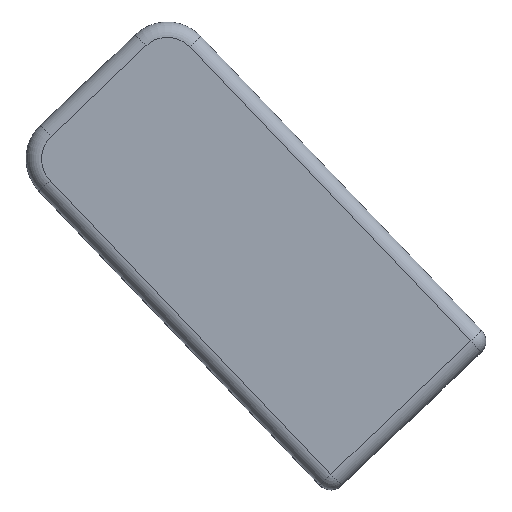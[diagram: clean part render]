
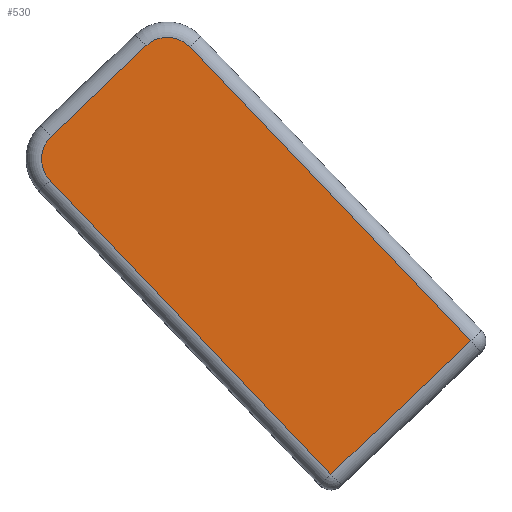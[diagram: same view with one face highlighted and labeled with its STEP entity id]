
A CAD part, top view. The second image highlights one B-rep face of the part: STEP entity #530.
In plain terms, the highlighted planar face has unit normal (0, 0, 1).
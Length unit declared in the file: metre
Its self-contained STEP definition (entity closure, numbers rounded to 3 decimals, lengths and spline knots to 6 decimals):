
#26=PLANE('',#596);
#68=LINE('',#916,#109);
#69=LINE('',#919,#110);
#70=LINE('',#923,#111);
#71=LINE('',#927,#112);
#109=VECTOR('',#737,1.);
#110=VECTOR('',#738,1.);
#111=VECTOR('',#741,1.);
#112=VECTOR('',#744,1.);
#204=ORIENTED_EDGE('',*,*,#314,.T.);
#205=ORIENTED_EDGE('',*,*,#315,.T.);
#206=ORIENTED_EDGE('',*,*,#316,.T.);
#207=ORIENTED_EDGE('',*,*,#317,.T.);
#208=ORIENTED_EDGE('',*,*,#318,.T.);
#209=ORIENTED_EDGE('',*,*,#319,.T.);
#314=EDGE_CURVE('',#371,#372,#68,.T.);
#315=EDGE_CURVE('',#372,#373,#69,.F.);
#316=EDGE_CURVE('',#373,#374,#399,.T.);
#317=EDGE_CURVE('',#374,#375,#70,.F.);
#318=EDGE_CURVE('',#375,#376,#400,.T.);
#319=EDGE_CURVE('',#376,#371,#71,.T.);
#371=VERTEX_POINT('',#917);
#372=VERTEX_POINT('',#918);
#373=VERTEX_POINT('',#920);
#374=VERTEX_POINT('',#922);
#375=VERTEX_POINT('',#924);
#376=VERTEX_POINT('',#926);
#399=CIRCLE('',#597,0.006);
#400=CIRCLE('',#598,0.006);
#433=EDGE_LOOP('',(#204,#205,#206,#207,#208,#209));
#476=FACE_BOUND('',#433,.T.);
#530=ADVANCED_FACE('',(#476),#26,.T.);
#596=AXIS2_PLACEMENT_3D('',#915,#735,#736);
#597=AXIS2_PLACEMENT_3D('',#921,#739,#740);
#598=AXIS2_PLACEMENT_3D('',#925,#742,#743);
#735=DIRECTION('',(0.,0.,1.));
#736=DIRECTION('',(1.,0.,0.));
#737=DIRECTION('',(0.723,0.691,0.));
#738=DIRECTION('',(0.691,-0.723,0.));
#739=DIRECTION('',(0.,0.,1.));
#740=DIRECTION('',(1.,0.,0.));
#741=DIRECTION('',(0.723,0.691,0.));
#742=DIRECTION('',(0.,0.,1.));
#743=DIRECTION('',(1.,0.,0.));
#744=DIRECTION('',(0.691,-0.723,0.));
#915=CARTESIAN_POINT('',(0.,-0.007753,0.069));
#916=CARTESIAN_POINT('',(0.042915,-0.01778,0.069));
#917=CARTESIAN_POINT('',(0.015799,-0.043683,0.069));
#918=CARTESIAN_POINT('',(0.042915,-0.01778,0.069));
#919=CARTESIAN_POINT('',(0.01743,0.008898,0.069));
#920=CARTESIAN_POINT('',(-0.011654,0.039344,0.069));
#921=CARTESIAN_POINT('',(-0.015993,0.0352,0.069));
#922=CARTESIAN_POINT('',(-0.020137,0.039539,0.069));
#923=CARTESIAN_POINT('',(-0.033229,0.027033,0.069));
#924=CARTESIAN_POINT('',(-0.038576,0.021924,0.069));
#925=CARTESIAN_POINT('',(-0.034432,0.017586,0.069));
#926=CARTESIAN_POINT('',(-0.03877,0.013441,0.069));
#927=CARTESIAN_POINT('',(0.015799,-0.043683,0.069));
